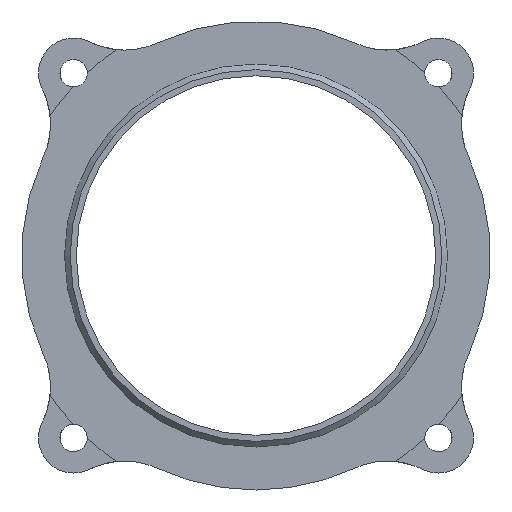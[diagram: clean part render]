
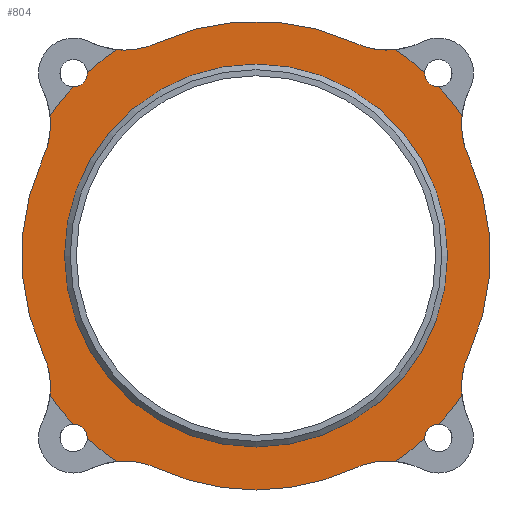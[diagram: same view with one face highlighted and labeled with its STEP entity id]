
A CAD part, front view. The second image highlights one B-rep face of the part: STEP entity #804.
In plain terms, the highlighted planar face has unit normal (0, -1, 0).
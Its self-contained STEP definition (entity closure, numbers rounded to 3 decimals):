
#32=CARTESIAN_POINT('',(27.218,69.,12.617));
#33=VERTEX_POINT('',#32);
#34=CARTESIAN_POINT('',(27.218,69.,-12.617));
#35=VERTEX_POINT('',#34);
#36=CARTESIAN_POINT('',(0.,69.,0.));
#37=DIRECTION('',(0.,1.,0.));
#38=DIRECTION('',(0.,-0.,1.));
#39=AXIS2_PLACEMENT_3D('',#36,#37,#38);
#40=CIRCLE('',#39,30.);
#41=EDGE_CURVE('',#33,#35,#40,.T.);
#74=CARTESIAN_POINT('',(0.,69.,-30.));
#75=VERTEX_POINT('',#74);
#93=CARTESIAN_POINT('',(12.617,69.,-27.218));
#94=VERTEX_POINT('',#93);
#101=CARTESIAN_POINT('',(0.,69.,0.));
#102=DIRECTION('',(0.,1.,0.));
#103=DIRECTION('',(0.,-0.,1.));
#104=AXIS2_PLACEMENT_3D('',#101,#102,#103);
#105=CIRCLE('',#104,30.);
#106=EDGE_CURVE('',#94,#75,#105,.T.);
#116=CARTESIAN_POINT('',(-27.218,69.,-12.617));
#117=VERTEX_POINT('',#116);
#118=CARTESIAN_POINT('',(-27.218,69.,12.617));
#119=VERTEX_POINT('',#118);
#120=CARTESIAN_POINT('',(0.,69.,0.));
#121=DIRECTION('',(0.,1.,0.));
#122=DIRECTION('',(0.,-0.,1.));
#123=AXIS2_PLACEMENT_3D('',#120,#121,#122);
#124=CIRCLE('',#123,30.);
#125=EDGE_CURVE('',#117,#119,#124,.T.);
#169=CARTESIAN_POINT('',(-12.617,69.,27.218));
#170=VERTEX_POINT('',#169);
#177=CARTESIAN_POINT('',(12.617,69.,27.218));
#178=VERTEX_POINT('',#177);
#179=CARTESIAN_POINT('',(0.,69.,0.));
#180=DIRECTION('',(0.,1.,0.));
#181=DIRECTION('',(0.,-0.,1.));
#182=AXIS2_PLACEMENT_3D('',#179,#180,#181);
#183=CIRCLE('',#182,30.);
#184=EDGE_CURVE('',#170,#178,#183,.T.);
#583=CARTESIAN_POINT('',(0.,69.,0.));
#584=DIRECTION('',(0.,1.,0.));
#585=DIRECTION('',(0.,0.,1.));
#586=AXIS2_PLACEMENT_3D('',#583,#584,#585);
#587=PLANE('',#586);
#588=CARTESIAN_POINT('',(-12.617,69.,-27.218));
#589=VERTEX_POINT('',#588);
#590=CARTESIAN_POINT('',(0.,69.,0.));
#591=DIRECTION('',(0.,1.,0.));
#592=DIRECTION('',(0.,-0.,1.));
#593=AXIS2_PLACEMENT_3D('',#590,#591,#592);
#594=CIRCLE('',#593,30.);
#595=EDGE_CURVE('',#75,#589,#594,.T.);
#596=ORIENTED_EDGE('',*,*,#595,.F.);
#597=ORIENTED_EDGE('',*,*,#106,.F.);
#598=CARTESIAN_POINT('',(17.86,69.,-26.344));
#599=VERTEX_POINT('',#598);
#600=CARTESIAN_POINT('',(16.823,69.,-36.29));
#601=DIRECTION('',(0.,1.,0.));
#602=DIRECTION('',(0.,-0.,1.));
#603=AXIS2_PLACEMENT_3D('',#600,#601,#602);
#604=CIRCLE('',#603,10.);
#605=EDGE_CURVE('',#94,#599,#604,.T.);
#606=ORIENTED_EDGE('',*,*,#605,.T.);
#607=CARTESIAN_POINT('',(21.585,69.,-23.39));
#608=VERTEX_POINT('',#607);
#609=CARTESIAN_POINT('',(0.,69.,0.));
#610=DIRECTION('',(0.,-1.,0.));
#611=DIRECTION('',(0.,0.,-1.));
#612=AXIS2_PLACEMENT_3D('',#609,#610,#611);
#613=CIRCLE('',#612,31.828);
#614=EDGE_CURVE('',#599,#608,#613,.T.);
#615=ORIENTED_EDGE('',*,*,#614,.T.);
#616=CARTESIAN_POINT('',(23.39,69.,-21.585));
#617=VERTEX_POINT('',#616);
#618=CARTESIAN_POINT('',(23.335,69.,-23.335));
#619=DIRECTION('',(0.,-1.,0.));
#620=DIRECTION('',(0.,0.,-1.));
#621=AXIS2_PLACEMENT_3D('',#618,#619,#620);
#622=CIRCLE('',#621,1.75);
#623=EDGE_CURVE('',#617,#608,#622,.T.);
#624=ORIENTED_EDGE('',*,*,#623,.F.);
#625=CARTESIAN_POINT('',(26.344,69.,-17.86));
#626=VERTEX_POINT('',#625);
#627=CARTESIAN_POINT('',(0.,69.,0.));
#628=DIRECTION('',(0.,-1.,0.));
#629=DIRECTION('',(0.,0.,-1.));
#630=AXIS2_PLACEMENT_3D('',#627,#628,#629);
#631=CIRCLE('',#630,31.828);
#632=EDGE_CURVE('',#617,#626,#631,.T.);
#633=ORIENTED_EDGE('',*,*,#632,.T.);
#634=CARTESIAN_POINT('',(36.29,69.,-16.823));
#635=DIRECTION('',(0.,1.,0.));
#636=DIRECTION('',(0.,-0.,1.));
#637=AXIS2_PLACEMENT_3D('',#634,#635,#636);
#638=CIRCLE('',#637,10.);
#639=EDGE_CURVE('',#626,#35,#638,.T.);
#640=ORIENTED_EDGE('',*,*,#639,.T.);
#641=ORIENTED_EDGE('',*,*,#41,.F.);
#642=CARTESIAN_POINT('',(26.344,69.,17.86));
#643=VERTEX_POINT('',#642);
#644=CARTESIAN_POINT('',(36.29,69.,16.823));
#645=DIRECTION('',(0.,1.,0.));
#646=DIRECTION('',(0.,-0.,1.));
#647=AXIS2_PLACEMENT_3D('',#644,#645,#646);
#648=CIRCLE('',#647,10.);
#649=EDGE_CURVE('',#33,#643,#648,.T.);
#650=ORIENTED_EDGE('',*,*,#649,.T.);
#651=CARTESIAN_POINT('',(23.39,69.,21.585));
#652=VERTEX_POINT('',#651);
#653=CARTESIAN_POINT('',(0.,69.,0.));
#654=DIRECTION('',(0.,-1.,0.));
#655=DIRECTION('',(0.,0.,-1.));
#656=AXIS2_PLACEMENT_3D('',#653,#654,#655);
#657=CIRCLE('',#656,31.828);
#658=EDGE_CURVE('',#643,#652,#657,.T.);
#659=ORIENTED_EDGE('',*,*,#658,.T.);
#660=CARTESIAN_POINT('',(21.585,69.,23.39));
#661=VERTEX_POINT('',#660);
#662=CARTESIAN_POINT('',(23.335,69.,23.335));
#663=DIRECTION('',(0.,-1.,0.));
#664=DIRECTION('',(0.,0.,-1.));
#665=AXIS2_PLACEMENT_3D('',#662,#663,#664);
#666=CIRCLE('',#665,1.75);
#667=EDGE_CURVE('',#661,#652,#666,.T.);
#668=ORIENTED_EDGE('',*,*,#667,.F.);
#669=CARTESIAN_POINT('',(17.86,69.,26.344));
#670=VERTEX_POINT('',#669);
#671=CARTESIAN_POINT('',(0.,69.,0.));
#672=DIRECTION('',(0.,-1.,0.));
#673=DIRECTION('',(0.,0.,-1.));
#674=AXIS2_PLACEMENT_3D('',#671,#672,#673);
#675=CIRCLE('',#674,31.828);
#676=EDGE_CURVE('',#661,#670,#675,.T.);
#677=ORIENTED_EDGE('',*,*,#676,.T.);
#678=CARTESIAN_POINT('',(16.823,69.,36.29));
#679=DIRECTION('',(0.,1.,0.));
#680=DIRECTION('',(0.,-0.,1.));
#681=AXIS2_PLACEMENT_3D('',#678,#679,#680);
#682=CIRCLE('',#681,10.);
#683=EDGE_CURVE('',#670,#178,#682,.T.);
#684=ORIENTED_EDGE('',*,*,#683,.T.);
#685=ORIENTED_EDGE('',*,*,#184,.F.);
#686=CARTESIAN_POINT('',(-16.823,69.,26.29));
#687=VERTEX_POINT('',#686);
#688=CARTESIAN_POINT('',(-16.823,69.,36.29));
#689=DIRECTION('',(0.,1.,0.));
#690=DIRECTION('',(0.,-0.,1.));
#691=AXIS2_PLACEMENT_3D('',#688,#689,#690);
#692=CIRCLE('',#691,10.);
#693=EDGE_CURVE('',#170,#687,#692,.T.);
#694=ORIENTED_EDGE('',*,*,#693,.T.);
#695=CARTESIAN_POINT('',(-17.86,69.,26.344));
#696=VERTEX_POINT('',#695);
#697=CARTESIAN_POINT('',(-16.823,69.,36.29));
#698=DIRECTION('',(0.,1.,0.));
#699=DIRECTION('',(0.,-0.,1.));
#700=AXIS2_PLACEMENT_3D('',#697,#698,#699);
#701=CIRCLE('',#700,10.);
#702=EDGE_CURVE('',#687,#696,#701,.T.);
#703=ORIENTED_EDGE('',*,*,#702,.T.);
#704=CARTESIAN_POINT('',(-21.585,69.,23.39));
#705=VERTEX_POINT('',#704);
#706=CARTESIAN_POINT('',(0.,69.,0.));
#707=DIRECTION('',(0.,-1.,0.));
#708=DIRECTION('',(0.,0.,-1.));
#709=AXIS2_PLACEMENT_3D('',#706,#707,#708);
#710=CIRCLE('',#709,31.828);
#711=EDGE_CURVE('',#696,#705,#710,.T.);
#712=ORIENTED_EDGE('',*,*,#711,.T.);
#713=CARTESIAN_POINT('',(-23.39,69.,21.585));
#714=VERTEX_POINT('',#713);
#715=CARTESIAN_POINT('',(-23.335,69.,23.335));
#716=DIRECTION('',(0.,-1.,0.));
#717=DIRECTION('',(0.,0.,-1.));
#718=AXIS2_PLACEMENT_3D('',#715,#716,#717);
#719=CIRCLE('',#718,1.75);
#720=EDGE_CURVE('',#714,#705,#719,.T.);
#721=ORIENTED_EDGE('',*,*,#720,.F.);
#722=CARTESIAN_POINT('',(-26.344,69.,17.86));
#723=VERTEX_POINT('',#722);
#724=CARTESIAN_POINT('',(0.,69.,0.));
#725=DIRECTION('',(0.,-1.,0.));
#726=DIRECTION('',(0.,0.,-1.));
#727=AXIS2_PLACEMENT_3D('',#724,#725,#726);
#728=CIRCLE('',#727,31.828);
#729=EDGE_CURVE('',#714,#723,#728,.T.);
#730=ORIENTED_EDGE('',*,*,#729,.T.);
#731=CARTESIAN_POINT('',(-36.29,69.,16.823));
#732=DIRECTION('',(0.,1.,0.));
#733=DIRECTION('',(0.,-0.,1.));
#734=AXIS2_PLACEMENT_3D('',#731,#732,#733);
#735=CIRCLE('',#734,10.);
#736=EDGE_CURVE('',#723,#119,#735,.T.);
#737=ORIENTED_EDGE('',*,*,#736,.T.);
#738=ORIENTED_EDGE('',*,*,#125,.F.);
#739=CARTESIAN_POINT('',(-26.344,69.,-17.86));
#740=VERTEX_POINT('',#739);
#741=CARTESIAN_POINT('',(-36.29,69.,-16.823));
#742=DIRECTION('',(0.,1.,0.));
#743=DIRECTION('',(0.,-0.,1.));
#744=AXIS2_PLACEMENT_3D('',#741,#742,#743);
#745=CIRCLE('',#744,10.);
#746=EDGE_CURVE('',#117,#740,#745,.T.);
#747=ORIENTED_EDGE('',*,*,#746,.T.);
#748=CARTESIAN_POINT('',(-23.39,69.,-21.585));
#749=VERTEX_POINT('',#748);
#750=CARTESIAN_POINT('',(0.,69.,0.));
#751=DIRECTION('',(0.,-1.,0.));
#752=DIRECTION('',(0.,0.,-1.));
#753=AXIS2_PLACEMENT_3D('',#750,#751,#752);
#754=CIRCLE('',#753,31.828);
#755=EDGE_CURVE('',#740,#749,#754,.T.);
#756=ORIENTED_EDGE('',*,*,#755,.T.);
#757=CARTESIAN_POINT('',(-21.585,69.,-23.39));
#758=VERTEX_POINT('',#757);
#759=CARTESIAN_POINT('',(-23.335,69.,-23.335));
#760=DIRECTION('',(0.,-1.,0.));
#761=DIRECTION('',(0.,0.,-1.));
#762=AXIS2_PLACEMENT_3D('',#759,#760,#761);
#763=CIRCLE('',#762,1.75);
#764=EDGE_CURVE('',#758,#749,#763,.T.);
#765=ORIENTED_EDGE('',*,*,#764,.F.);
#766=CARTESIAN_POINT('',(-17.86,69.,-26.344));
#767=VERTEX_POINT('',#766);
#768=CARTESIAN_POINT('',(0.,69.,0.));
#769=DIRECTION('',(0.,-1.,0.));
#770=DIRECTION('',(0.,0.,-1.));
#771=AXIS2_PLACEMENT_3D('',#768,#769,#770);
#772=CIRCLE('',#771,31.828);
#773=EDGE_CURVE('',#758,#767,#772,.T.);
#774=ORIENTED_EDGE('',*,*,#773,.T.);
#775=CARTESIAN_POINT('',(-16.823,69.,-26.29));
#776=VERTEX_POINT('',#775);
#777=CARTESIAN_POINT('',(-16.823,69.,-36.29));
#778=DIRECTION('',(0.,1.,0.));
#779=DIRECTION('',(0.,-0.,1.));
#780=AXIS2_PLACEMENT_3D('',#777,#778,#779);
#781=CIRCLE('',#780,10.);
#782=EDGE_CURVE('',#767,#776,#781,.T.);
#783=ORIENTED_EDGE('',*,*,#782,.T.);
#784=CARTESIAN_POINT('',(-16.823,69.,-36.29));
#785=DIRECTION('',(0.,1.,0.));
#786=DIRECTION('',(0.,-0.,1.));
#787=AXIS2_PLACEMENT_3D('',#784,#785,#786);
#788=CIRCLE('',#787,10.);
#789=EDGE_CURVE('',#776,#589,#788,.T.);
#790=ORIENTED_EDGE('',*,*,#789,.T.);
#791=EDGE_LOOP('',(#596,#597,#606,#615,#624,#633,#640,#641,#650,#659,#668,#677,#684,#685,#694,#703,#712,#721,#730,#737,#738,#747,#756,#765,#774,#783,
#790));
#792=FACE_BOUND('',#791,.T.);
#793=CARTESIAN_POINT('',(0.,69.,24.5));
#794=VERTEX_POINT('',#793);
#795=CARTESIAN_POINT('',(0.,69.,0.));
#796=DIRECTION('',(0.,1.,0.));
#797=DIRECTION('',(0.,-0.,1.));
#798=AXIS2_PLACEMENT_3D('',#795,#796,#797);
#799=CIRCLE('',#798,24.5);
#800=EDGE_CURVE('',#794,#794,#799,.T.);
#801=ORIENTED_EDGE('',*,*,#800,.T.);
#802=EDGE_LOOP('',(#801));
#803=FACE_BOUND('',#802,.T.);
#804=ADVANCED_FACE('',(#792,#803),#587,.F.);
